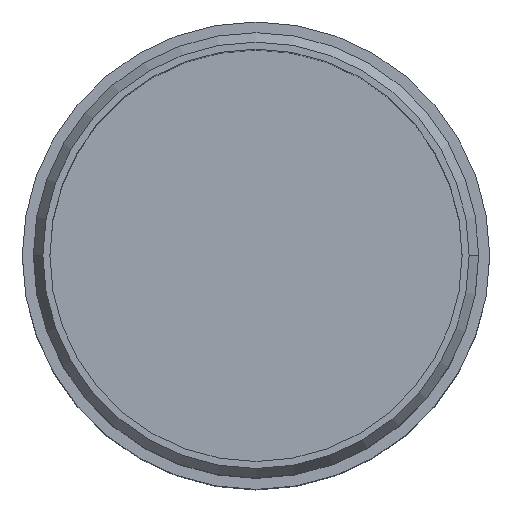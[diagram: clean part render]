
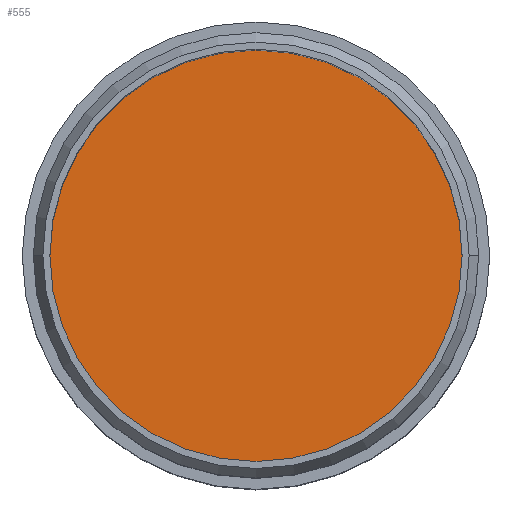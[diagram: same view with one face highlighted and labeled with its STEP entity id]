
A CAD part, top view. The second image highlights one B-rep face of the part: STEP entity #555.
In plain terms, the highlighted planar face has unit normal (0, 0, 1).
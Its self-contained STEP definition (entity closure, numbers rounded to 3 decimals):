
#88 = EDGE_LOOP ( 'NONE', ( #394, #478 ) ) ;
#101 = VERTEX_POINT ( 'NONE', #345 ) ;
#126 = EDGE_CURVE ( 'NONE', #101, #566, #1168, .T. ) ;
#316 = EDGE_CURVE ( 'NONE', #566, #101, #1186, .T. ) ;
#345 = CARTESIAN_POINT ( 'NONE',  ( 18.7, 0., 2.5 ) ) ;
#394 = ORIENTED_EDGE ( 'NONE', *, *, #316, .T. ) ;
#436 = PLANE ( 'NONE',  #1169 ) ;
#477 = CARTESIAN_POINT ( 'NONE',  ( 0., 0., 2.5 ) ) ;
#478 = ORIENTED_EDGE ( 'NONE', *, *, #126, .T. ) ;
#521 = CARTESIAN_POINT ( 'NONE',  ( 0., 0., 2.5 ) ) ;
#555 = ADVANCED_FACE ( 'NONE', ( #1088 ), #436, .T. ) ;
#566 = VERTEX_POINT ( 'NONE', #1005 ) ;
#570 = DIRECTION ( 'NONE',  ( 0., 0., 1. ) ) ;
#613 = DIRECTION ( 'NONE',  ( 0., 0., 1. ) ) ;
#708 = CARTESIAN_POINT ( 'NONE',  ( 0., 0., 2.5 ) ) ;
#741 = AXIS2_PLACEMENT_3D ( 'NONE', #521, #613, #980 ) ;
#767 = DIRECTION ( 'NONE',  ( 1., 0., 0. ) ) ;
#917 = AXIS2_PLACEMENT_3D ( 'NONE', #477, #570, #767 ) ;
#980 = DIRECTION ( 'NONE',  ( 1., 0., 0. ) ) ;
#994 = DIRECTION ( 'NONE',  ( 1., 0., 0. ) ) ;
#1005 = CARTESIAN_POINT ( 'NONE',  ( -18.7, 0., 2.5 ) ) ;
#1082 = DIRECTION ( 'NONE',  ( 0., 0., 1. ) ) ;
#1088 = FACE_OUTER_BOUND ( 'NONE', #88, .T. ) ;
#1168 = CIRCLE ( 'NONE', #741, 18.7 ) ;
#1169 = AXIS2_PLACEMENT_3D ( 'NONE', #708, #1082, #994 ) ;
#1186 = CIRCLE ( 'NONE', #917, 18.7 ) ;
